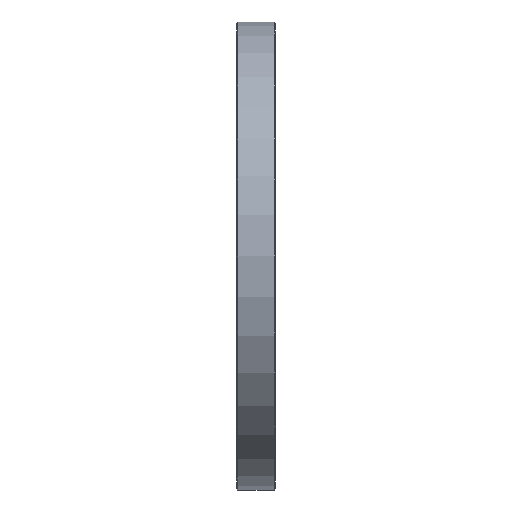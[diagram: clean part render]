
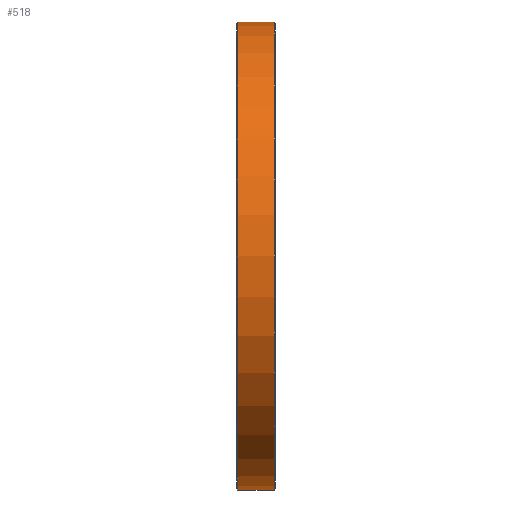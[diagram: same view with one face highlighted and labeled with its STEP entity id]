
A CAD part, left-side view. The second image highlights one B-rep face of the part: STEP entity #518.
In plain terms, the highlighted cylindrical face has radius 72.5 mm (diameter 145 mm), a partial arc.
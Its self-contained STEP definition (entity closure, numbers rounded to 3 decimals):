
#52 = CARTESIAN_POINT ( 'NONE',  ( 0., -12.074, 72.5 ) ) ;
#85 = DIRECTION ( 'NONE',  ( 0., 0., -1. ) ) ;
#137 = FACE_OUTER_BOUND ( 'NONE', #1948, .T. ) ;
#173 = CARTESIAN_POINT ( 'NONE',  ( 0., 0.4, 0. ) ) ;
#188 = CARTESIAN_POINT ( 'NONE',  ( 0., 0.4, -72.5 ) ) ;
#320 = DIRECTION ( 'NONE',  ( 0., 1., 0. ) ) ;
#337 = DIRECTION ( 'NONE',  ( 0., 0., 1. ) ) ;
#391 = VERTEX_POINT ( 'NONE', #1090 ) ;
#440 = LINE ( 'NONE', #52, #884 ) ;
#472 = CIRCLE ( 'NONE', #1378, 72.5 ) ;
#518 = ADVANCED_FACE ( 'NONE', ( #137 ), #1721, .T. ) ;
#651 = EDGE_CURVE ( 'NONE', #1429, #904, #1031, .T. ) ;
#840 = DIRECTION ( 'NONE',  ( 0., -1., 0. ) ) ;
#884 = VECTOR ( 'NONE', #1021, 1000. ) ;
#904 = VERTEX_POINT ( 'NONE', #188 ) ;
#986 = CARTESIAN_POINT ( 'NONE',  ( 0., 11.6, 0. ) ) ;
#1021 = DIRECTION ( 'NONE',  ( 0., -1., 0. ) ) ;
#1031 = LINE ( 'NONE', #1078, #1405 ) ;
#1078 = CARTESIAN_POINT ( 'NONE',  ( 0., -12.074, -72.5 ) ) ;
#1081 = ORIENTED_EDGE ( 'NONE', *, *, #651, .T. ) ;
#1090 = CARTESIAN_POINT ( 'NONE',  ( 0., 0.4, 72.5 ) ) ;
#1107 = CARTESIAN_POINT ( 'NONE',  ( 0., -12.074, 0. ) ) ;
#1165 = EDGE_CURVE ( 'NONE', #1995, #1429, #472, .T. ) ;
#1182 = CIRCLE ( 'NONE', #1458, 72.5 ) ;
#1374 = EDGE_CURVE ( 'NONE', #1995, #391, #440, .T. ) ;
#1378 = AXIS2_PLACEMENT_3D ( 'NONE', #986, #1475, #1788 ) ;
#1405 = VECTOR ( 'NONE', #840, 1000. ) ;
#1429 = VERTEX_POINT ( 'NONE', #1685 ) ;
#1447 = DIRECTION ( 'NONE',  ( 0., -1., 0. ) ) ;
#1458 = AXIS2_PLACEMENT_3D ( 'NONE', #173, #320, #337 ) ;
#1475 = DIRECTION ( 'NONE',  ( 0., -1., 0. ) ) ;
#1516 = AXIS2_PLACEMENT_3D ( 'NONE', #1107, #1447, #85 ) ;
#1609 = ORIENTED_EDGE ( 'NONE', *, *, #1374, .F. ) ;
#1668 = EDGE_CURVE ( 'NONE', #904, #391, #1182, .T. ) ;
#1685 = CARTESIAN_POINT ( 'NONE',  ( 0., 11.6, -72.5 ) ) ;
#1721 = CYLINDRICAL_SURFACE ( 'NONE', #1516, 72.5 ) ;
#1788 = DIRECTION ( 'NONE',  ( 0., 0., -1. ) ) ;
#1789 = CARTESIAN_POINT ( 'NONE',  ( 0., 11.6, 72.5 ) ) ;
#1948 = EDGE_LOOP ( 'NONE', ( #1609, #2120, #1081, #2017 ) ) ;
#1995 = VERTEX_POINT ( 'NONE', #1789 ) ;
#2017 = ORIENTED_EDGE ( 'NONE', *, *, #1668, .T. ) ;
#2120 = ORIENTED_EDGE ( 'NONE', *, *, #1165, .T. ) ;
